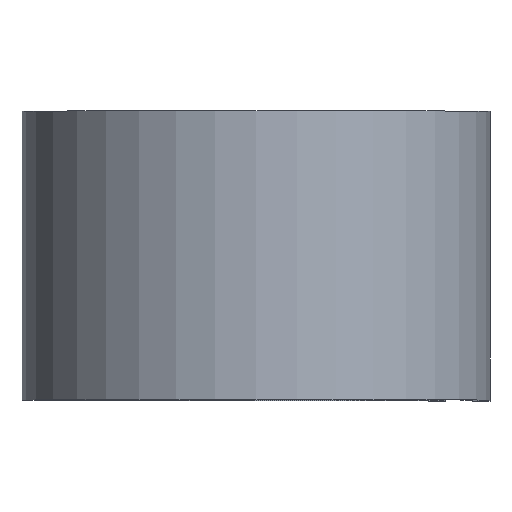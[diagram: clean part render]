
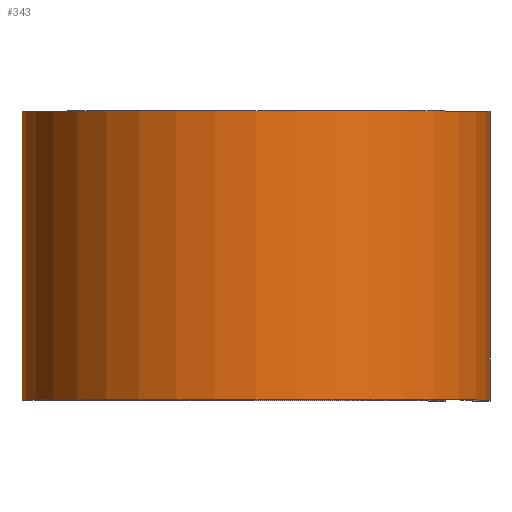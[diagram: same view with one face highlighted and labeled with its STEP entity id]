
A CAD part, top view. The second image highlights one B-rep face of the part: STEP entity #343.
In plain terms, the highlighted cylindrical face has radius 20.574 mm (diameter 41.148 mm), a partial arc.
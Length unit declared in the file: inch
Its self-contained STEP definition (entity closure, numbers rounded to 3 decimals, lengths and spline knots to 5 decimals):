
#23 = CARTESIAN_POINT ( 'NONE',  ( 0.81, 0.5, 0. ) ) ;
#31 = CIRCLE ( 'NONE', #603, 0.81 ) ;
#66 = VECTOR ( 'NONE', #107, 39.37008 ) ;
#67 = EDGE_CURVE ( 'NONE', #399, #442, #439, .T. ) ;
#72 = LINE ( 'NONE', #166, #66 ) ;
#107 = DIRECTION ( 'NONE',  ( 0., -1., 0. ) ) ;
#108 = EDGE_CURVE ( 'NONE', #442, #376, #426, .T. ) ;
#109 = DIRECTION ( 'NONE',  ( 0., -1., 0. ) ) ;
#146 = CARTESIAN_POINT ( 'NONE',  ( 0., -0.5, -0.81 ) ) ;
#162 = CARTESIAN_POINT ( 'NONE',  ( 0., 0.5, 0. ) ) ;
#166 = CARTESIAN_POINT ( 'NONE',  ( 0., 0.5, -0.81 ) ) ;
#195 = ORIENTED_EDGE ( 'NONE', *, *, #67, .F. ) ;
#201 = CARTESIAN_POINT ( 'NONE',  ( 0.81, 0.5, 0. ) ) ;
#233 = CYLINDRICAL_SURFACE ( 'NONE', #534, 0.81 ) ;
#245 = FACE_OUTER_BOUND ( 'NONE', #562, .T. ) ;
#301 = ORIENTED_EDGE ( 'NONE', *, *, #578, .T. ) ;
#322 = ORIENTED_EDGE ( 'NONE', *, *, #469, .T. ) ;
#343 = ADVANCED_FACE ( 'NONE', ( #245 ), #233, .T. ) ;
#376 = VERTEX_POINT ( 'NONE', #394 ) ;
#392 = AXIS2_PLACEMENT_3D ( 'NONE', #162, #421, #513 ) ;
#394 = CARTESIAN_POINT ( 'NONE',  ( 0.81, -0.5, 0. ) ) ;
#399 = VERTEX_POINT ( 'NONE', #523 ) ;
#411 = VECTOR ( 'NONE', #109, 39.37008 ) ;
#421 = DIRECTION ( 'NONE',  ( 0., 1., 0. ) ) ;
#426 = LINE ( 'NONE', #23, #411 ) ;
#439 = CIRCLE ( 'NONE', #392, 0.81 ) ;
#442 = VERTEX_POINT ( 'NONE', #201 ) ;
#469 = EDGE_CURVE ( 'NONE', #567, #376, #31, .T. ) ;
#506 = DIRECTION ( 'NONE',  ( 0., -1., 0. ) ) ;
#513 = DIRECTION ( 'NONE',  ( 1., 0., 0. ) ) ;
#523 = CARTESIAN_POINT ( 'NONE',  ( 0., 0.5, -0.81 ) ) ;
#534 = AXIS2_PLACEMENT_3D ( 'NONE', #559, #506, #536 ) ;
#536 = DIRECTION ( 'NONE',  ( 0., 0., -1. ) ) ;
#559 = CARTESIAN_POINT ( 'NONE',  ( 0., 0.5, 0. ) ) ;
#562 = EDGE_LOOP ( 'NONE', ( #322, #621, #195, #301 ) ) ;
#567 = VERTEX_POINT ( 'NONE', #146 ) ;
#575 = DIRECTION ( 'NONE',  ( 1., 0., 0. ) ) ;
#578 = EDGE_CURVE ( 'NONE', #399, #567, #72, .T. ) ;
#579 = DIRECTION ( 'NONE',  ( 0., 1., 0. ) ) ;
#590 = CARTESIAN_POINT ( 'NONE',  ( 0., -0.5, 0. ) ) ;
#603 = AXIS2_PLACEMENT_3D ( 'NONE', #590, #579, #575 ) ;
#621 = ORIENTED_EDGE ( 'NONE', *, *, #108, .F. ) ;
